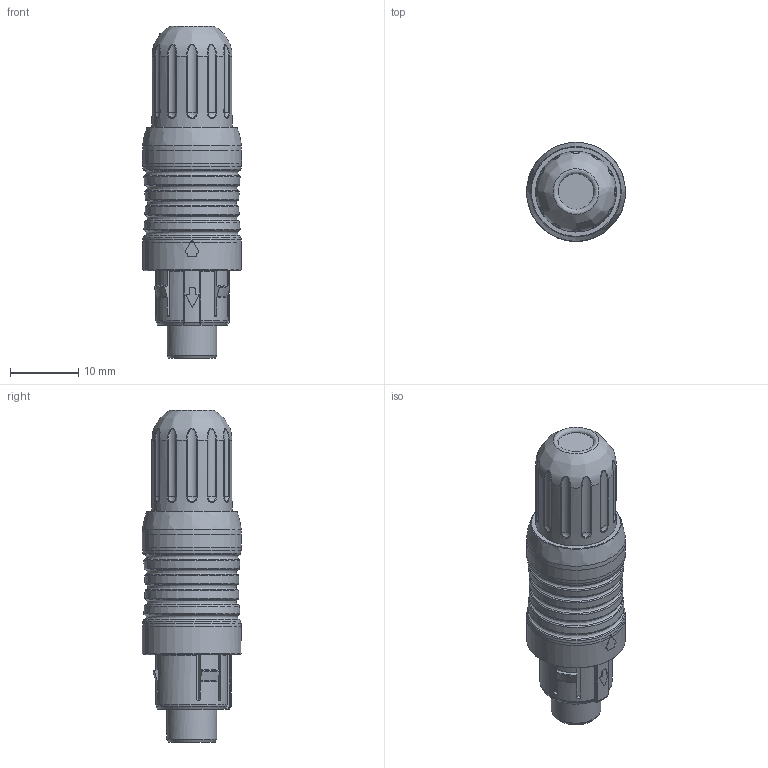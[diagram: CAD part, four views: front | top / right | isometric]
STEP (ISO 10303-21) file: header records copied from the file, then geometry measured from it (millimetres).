
FILE_DESCRIPTION(/* description */ (''),/* implementation_level */ '2;1');
FILE_NAME(/* name */ '99-4909-00-04-001_01.stp',/* time_stamp */ '2012-02-23T14:41:02+01:00',/* author */ (''),/* organization */ (''),/* preprocessor_version */ 'ST-DEVELOPER v11',/* originating_system */ 'SIEMENS UGS NX 6.0',/* authorisation */ '');
FILE_SCHEMA (('CONFIG_CONTROL_DESIGN'));
Length unit declared in the file: millimetre
Products named in the file (1): kbor1744ugzj
Bounding box: 14.5 x 14.54 x 48.62 mm (x, y, z)
Volume: 5459.1 mm3; surface area: 2506.4 mm2
Topology: 1 solids, 1 shells, 268 faces, 733 edges, 458 vertices
Faces by surface type: cylinder 95, plane 70, torus 39, bspline 30, cone 18, sphere 16
Full cylindrical faces by diameter (mm): 1 x4, 6 x1, 7.3 x1, 11.8 x1, 14.5 x2
Entity records: 11032 total; most frequent: CARTESIAN_POINT 4912, ORIENTED_EDGE 1262, DIRECTION 1202, EDGE_CURVE 631, AXIS2_PLACEMENT_3D 470, VERTEX_POINT 420, EDGE_LOOP 323, ADVANCED_FACE 268
